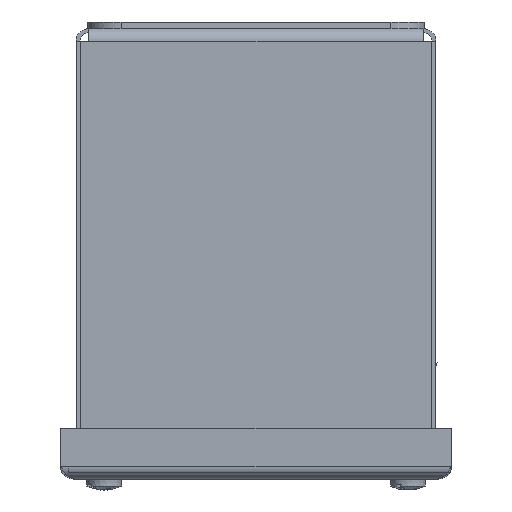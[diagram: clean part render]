
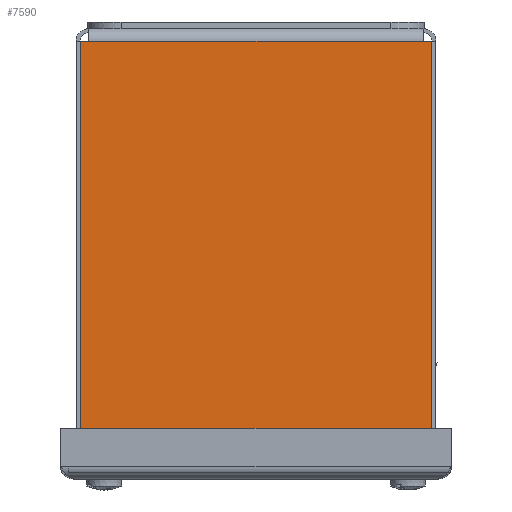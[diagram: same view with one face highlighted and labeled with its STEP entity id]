
A CAD part, front view. The second image highlights one B-rep face of the part: STEP entity #7590.
In plain terms, the highlighted planar face has unit normal (0, -1, 0).
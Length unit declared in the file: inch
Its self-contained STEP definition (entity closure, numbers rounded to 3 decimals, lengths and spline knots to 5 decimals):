
#773=PLANE('',#8136);
#1146=FACE_OUTER_BOUND('',#1612,.T.);
#1612=EDGE_LOOP('',(#6273,#6274,#6275,#6276,#6277,#6278,#6279,#6280,#6281,
#6282,#6283,#6284,#6285,#6286));
#2283=LINE('',#12439,#3006);
#2296=LINE('',#12469,#3019);
#2299=LINE('',#12476,#3022);
#2303=LINE('',#12483,#3026);
#2305=LINE('',#12487,#3028);
#2306=LINE('',#12489,#3029);
#2307=LINE('',#12491,#3030);
#2308=LINE('',#12493,#3031);
#2309=LINE('',#12495,#3032);
#2310=LINE('',#12497,#3033);
#2311=LINE('',#12499,#3034);
#2312=LINE('',#12501,#3035);
#2313=LINE('',#12503,#3036);
#2314=LINE('',#12504,#3037);
#3006=VECTOR('',#9619,1.375);
#3019=VECTOR('',#9656,0.0002);
#3022=VECTOR('',#9661,0.0627);
#3026=VECTOR('',#9667,0.0002);
#3028=VECTOR('',#9671,0.0002);
#3029=VECTOR('',#9672,0.0002);
#3030=VECTOR('',#9673,0.0627);
#3031=VECTOR('',#9674,1.26659);
#3032=VECTOR('',#9675,4.62625);
#3033=VECTOR('',#9676,0.09304);
#3034=VECTOR('',#9677,3.7225);
#3035=VECTOR('',#9678,0.09304);
#3036=VECTOR('',#9679,4.62625);
#3037=VECTOR('',#9680,1.26659);
#3731=VERTEX_POINT('',#12436);
#3732=VERTEX_POINT('',#12438);
#3737=VERTEX_POINT('',#12468);
#3739=VERTEX_POINT('',#12474);
#3740=VERTEX_POINT('',#12475);
#3743=VERTEX_POINT('',#12486);
#3744=VERTEX_POINT('',#12488);
#3745=VERTEX_POINT('',#12490);
#3746=VERTEX_POINT('',#12492);
#3747=VERTEX_POINT('',#12494);
#3748=VERTEX_POINT('',#12496);
#3749=VERTEX_POINT('',#12498);
#3750=VERTEX_POINT('',#12500);
#3751=VERTEX_POINT('',#12502);
#4607=EDGE_CURVE('',#3732,#3731,#2283,.T.);
#4623=EDGE_CURVE('',#3737,#3732,#2296,.T.);
#4626=EDGE_CURVE('',#3739,#3740,#2299,.T.);
#4630=EDGE_CURVE('',#3740,#3737,#2303,.T.);
#4632=EDGE_CURVE('',#3731,#3743,#2305,.T.);
#4633=EDGE_CURVE('',#3743,#3744,#2306,.T.);
#4634=EDGE_CURVE('',#3744,#3745,#2307,.T.);
#4635=EDGE_CURVE('',#3746,#3745,#2308,.T.);
#4636=EDGE_CURVE('',#3747,#3746,#2309,.T.);
#4637=EDGE_CURVE('',#3748,#3747,#2310,.T.);
#4638=EDGE_CURVE('',#3748,#3749,#2311,.T.);
#4639=EDGE_CURVE('',#3750,#3749,#2312,.T.);
#4640=EDGE_CURVE('',#3751,#3750,#2313,.T.);
#4641=EDGE_CURVE('',#3739,#3751,#2314,.T.);
#6273=ORIENTED_EDGE('',*,*,#4626,.T.);
#6274=ORIENTED_EDGE('',*,*,#4630,.T.);
#6275=ORIENTED_EDGE('',*,*,#4623,.T.);
#6276=ORIENTED_EDGE('',*,*,#4607,.T.);
#6277=ORIENTED_EDGE('',*,*,#4632,.T.);
#6278=ORIENTED_EDGE('',*,*,#4633,.T.);
#6279=ORIENTED_EDGE('',*,*,#4634,.T.);
#6280=ORIENTED_EDGE('',*,*,#4635,.F.);
#6281=ORIENTED_EDGE('',*,*,#4636,.F.);
#6282=ORIENTED_EDGE('',*,*,#4637,.F.);
#6283=ORIENTED_EDGE('',*,*,#4638,.T.);
#6284=ORIENTED_EDGE('',*,*,#4639,.F.);
#6285=ORIENTED_EDGE('',*,*,#4640,.F.);
#6286=ORIENTED_EDGE('',*,*,#4641,.F.);
#7590=ADVANCED_FACE('',(#1146),#773,.F.);
#8136=AXIS2_PLACEMENT_3D('',#12485,#9669,#9670);
#9619=DIRECTION('',(-1.,0.,0.));
#9656=DIRECTION('',(0.,0.,1.));
#9661=DIRECTION('',(0.,0.,-1.));
#9667=DIRECTION('',(-1.,0.,0.));
#9669=DIRECTION('center_axis',(0.,1.,0.));
#9670=DIRECTION('ref_axis',(1.,0.,0.));
#9671=DIRECTION('',(0.,0.,-1.));
#9672=DIRECTION('',(-1.,0.,0.));
#9673=DIRECTION('',(0.,0.,1.));
#9674=DIRECTION('',(1.,0.,0.));
#9675=DIRECTION('',(0.,0.,1.));
#9676=DIRECTION('',(-1.,0.,0.));
#9677=DIRECTION('',(1.,0.,0.));
#9678=DIRECTION('',(-1.,0.,0.));
#9679=DIRECTION('',(0.,0.,-1.));
#9680=DIRECTION('',(1.,0.,0.));
#12436=CARTESIAN_POINT('',(1.3125,0.,4.7025));
#12438=CARTESIAN_POINT('',(2.6875,0.,4.7025));
#12439=CARTESIAN_POINT('',(2.34375,0.,4.7025));
#12468=CARTESIAN_POINT('',(2.6875,0.,4.7023));
#12469=CARTESIAN_POINT('',(2.6875,0.,3.53509));
#12474=CARTESIAN_POINT('',(2.6877,0.,4.765));
#12475=CARTESIAN_POINT('',(2.6877,0.,4.7023));
#12476=CARTESIAN_POINT('',(2.6877,0.,3.56644));
#12483=CARTESIAN_POINT('',(2.34385,0.,4.7023));
#12485=CARTESIAN_POINT('Origin',(2.,0.,2.36788));
#12486=CARTESIAN_POINT('',(1.3125,0.,4.7023));
#12487=CARTESIAN_POINT('',(1.3125,0.,3.56644));
#12488=CARTESIAN_POINT('',(1.3123,0.,4.7023));
#12489=CARTESIAN_POINT('',(1.65625,0.,4.7023));
#12490=CARTESIAN_POINT('',(1.3123,0.,4.765));
#12491=CARTESIAN_POINT('',(1.3123,0.,3.53509));
#12492=CARTESIAN_POINT('',(0.04571,0.,4.765));
#12493=CARTESIAN_POINT('',(0.04571,0.,4.765));
#12494=CARTESIAN_POINT('',(0.04571,0.,0.13875));
#12495=CARTESIAN_POINT('',(0.04571,0.,0.13875));
#12496=CARTESIAN_POINT('',(0.13875,0.,0.13875));
#12497=CARTESIAN_POINT('',(0.13875,0.,0.13875));
#12498=CARTESIAN_POINT('',(3.86125,0.,0.13875));
#12499=CARTESIAN_POINT('',(2.,0.,0.13875));
#12500=CARTESIAN_POINT('',(3.95429,0.,0.13875));
#12501=CARTESIAN_POINT('',(3.86125,0.,0.13875));
#12502=CARTESIAN_POINT('',(3.95429,0.,4.765));
#12503=CARTESIAN_POINT('',(3.95429,0.,0.13875));
#12504=CARTESIAN_POINT('',(0.04571,0.,4.765));
